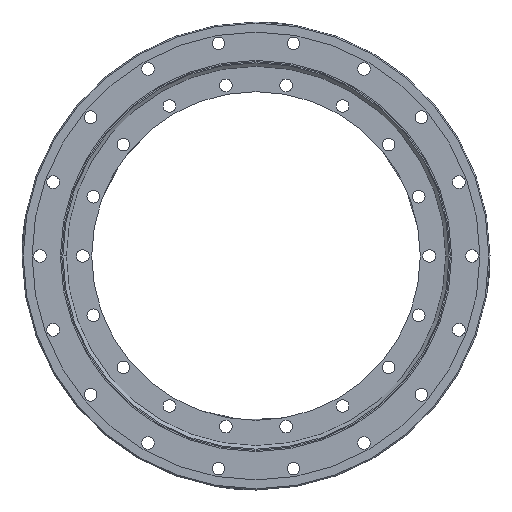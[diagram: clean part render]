
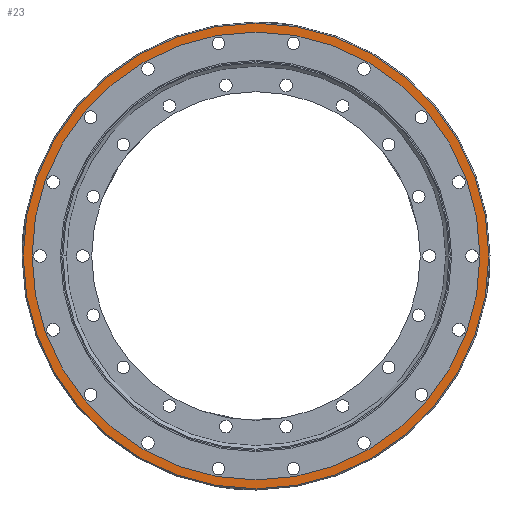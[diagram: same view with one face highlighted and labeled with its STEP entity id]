
A CAD part, front view. The second image highlights one B-rep face of the part: STEP entity #23.
In plain terms, the highlighted planar face has unit normal (0, -1, 0).
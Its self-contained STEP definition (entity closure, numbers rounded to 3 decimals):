
#23 = ADVANCED_FACE ( 'NONE', ( #1065, #1689 ), #4294, .T. ) ;
#283 = CIRCLE ( 'NONE', #3941, 406. ) ;
#306 = ORIENTED_EDGE ( 'NONE', *, *, #915, .T. ) ;
#770 = CIRCLE ( 'NONE', #3479, 406. ) ;
#861 = ORIENTED_EDGE ( 'NONE', *, *, #908, .T. ) ;
#892 = CARTESIAN_POINT ( 'NONE',  ( 390.5, -38.5, 0. ) ) ;
#908 = EDGE_CURVE ( 'NONE', #6488, #3057, #1486, .T. ) ;
#915 = EDGE_CURVE ( 'NONE', #3057, #6488, #2024, .T. ) ;
#951 = CARTESIAN_POINT ( 'NONE',  ( -390.5, -38.5, 0. ) ) ;
#1032 = DIRECTION ( 'NONE',  ( 1., 0., 0. ) ) ;
#1065 = FACE_OUTER_BOUND ( 'NONE', #5468, .T. ) ;
#1214 = AXIS2_PLACEMENT_3D ( 'NONE', #1751, #2428, #3747 ) ;
#1486 = CIRCLE ( 'NONE', #1214, 390.5 ) ;
#1601 = AXIS2_PLACEMENT_3D ( 'NONE', #5928, #4743, #4733 ) ;
#1683 = AXIS2_PLACEMENT_3D ( 'NONE', #5295, #6388, #4474 ) ;
#1689 = FACE_BOUND ( 'NONE', #3070, .T. ) ;
#1751 = CARTESIAN_POINT ( 'NONE',  ( 0., -38.5, 0. ) ) ;
#1789 = EDGE_CURVE ( 'NONE', #6461, #4091, #283, .T. ) ;
#2024 = CIRCLE ( 'NONE', #1601, 390.5 ) ;
#2428 = DIRECTION ( 'NONE',  ( 0., 1., 0. ) ) ;
#3057 = VERTEX_POINT ( 'NONE', #951 ) ;
#3070 = EDGE_LOOP ( 'NONE', ( #306, #861 ) ) ;
#3100 = EDGE_CURVE ( 'NONE', #4091, #6461, #770, .T. ) ;
#3120 = CARTESIAN_POINT ( 'NONE',  ( 406., -38.5, 0. ) ) ;
#3291 = ORIENTED_EDGE ( 'NONE', *, *, #1789, .T. ) ;
#3479 = AXIS2_PLACEMENT_3D ( 'NONE', #5727, #6679, #1032 ) ;
#3668 = CARTESIAN_POINT ( 'NONE',  ( -406., -38.5, 0. ) ) ;
#3747 = DIRECTION ( 'NONE',  ( -1., 0., 0. ) ) ;
#3941 = AXIS2_PLACEMENT_3D ( 'NONE', #5858, #5279, #6208 ) ;
#4091 = VERTEX_POINT ( 'NONE', #3668 ) ;
#4294 = PLANE ( 'NONE',  #1683 ) ;
#4474 = DIRECTION ( 'NONE',  ( 1., 0., 0. ) ) ;
#4733 = DIRECTION ( 'NONE',  ( -1., 0., 0. ) ) ;
#4743 = DIRECTION ( 'NONE',  ( 0., 1., 0. ) ) ;
#5279 = DIRECTION ( 'NONE',  ( 0., -1., 0. ) ) ;
#5295 = CARTESIAN_POINT ( 'NONE',  ( -440.5, -38.5, 0. ) ) ;
#5468 = EDGE_LOOP ( 'NONE', ( #6284, #3291 ) ) ;
#5727 = CARTESIAN_POINT ( 'NONE',  ( 0., -38.5, 0. ) ) ;
#5858 = CARTESIAN_POINT ( 'NONE',  ( 0., -38.5, 0. ) ) ;
#5928 = CARTESIAN_POINT ( 'NONE',  ( 0., -38.5, 0. ) ) ;
#6208 = DIRECTION ( 'NONE',  ( 1., 0., 0. ) ) ;
#6284 = ORIENTED_EDGE ( 'NONE', *, *, #3100, .T. ) ;
#6388 = DIRECTION ( 'NONE',  ( 0., -1., 0. ) ) ;
#6461 = VERTEX_POINT ( 'NONE', #3120 ) ;
#6488 = VERTEX_POINT ( 'NONE', #892 ) ;
#6679 = DIRECTION ( 'NONE',  ( 0., -1., 0. ) ) ;
